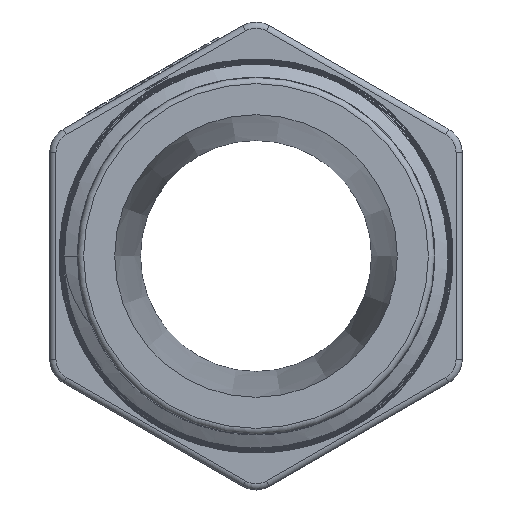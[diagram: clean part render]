
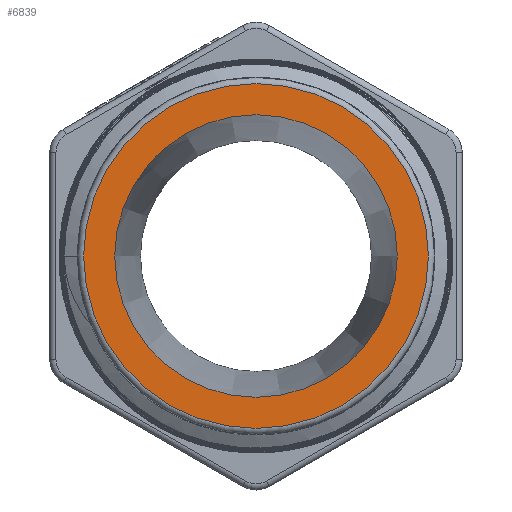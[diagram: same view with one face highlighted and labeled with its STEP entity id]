
A CAD part, left-side view. The second image highlights one B-rep face of the part: STEP entity #6839.
In plain terms, the highlighted planar face has unit normal (-1, 0, 0).
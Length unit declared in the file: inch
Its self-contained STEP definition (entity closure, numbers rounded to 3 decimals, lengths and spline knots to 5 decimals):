
#67=FACE_BOUND($,#2325,.T.);
#68=FACE_BOUND($,#2326,.T.);
#1555=CIRCLE($,#7285,0.83592);
#1558=CIRCLE($,#7290,0.685);
#1625=PLANE($,#7289);
#2325=EDGE_LOOP($,(#5357));
#2326=EDGE_LOOP($,(#5358));
#3287=VERTEX_POINT($,#13565);
#3295=VERTEX_POINT($,#14158);
#4070=EDGE_CURVE($,#3287,#3287,#1555,.T.);
#4078=EDGE_CURVE($,#3295,#3295,#1558,.T.);
#5357=ORIENTED_EDGE($,*,*,#4078,.T.);
#5358=ORIENTED_EDGE($,*,*,#4070,.F.);
#6839=ADVANCED_FACE($,(#67,#68),#1625,.T.);
#7285=AXIS2_PLACEMENT_3D($,#13566,#8061,#8062);
#7289=AXIS2_PLACEMENT_3D($,#14157,#8069,#8070);
#7290=AXIS2_PLACEMENT_3D($,#14159,#8071,#8072);
#8061=DIRECTION('center_axis',(1.,0.,0.));
#8062=DIRECTION('ref_axis',(0.,-1.,0.));
#8069=DIRECTION('center_axis',(-1.,0.,0.));
#8070=DIRECTION('ref_axis',(0.,0.,1.));
#8071=DIRECTION('center_axis',(1.,0.,0.));
#8072=DIRECTION('ref_axis',(0.,0.,-1.));
#13565=CARTESIAN_POINT('',(0.,0.83592,0.));
#13566=CARTESIAN_POINT('Origin',(0.,0.,0.));
#14157=CARTESIAN_POINT('Origin',(0.,0.865,0.));
#14158=CARTESIAN_POINT('',(0.,0.685,0.));
#14159=CARTESIAN_POINT('Origin',(0.,0.,0.));
